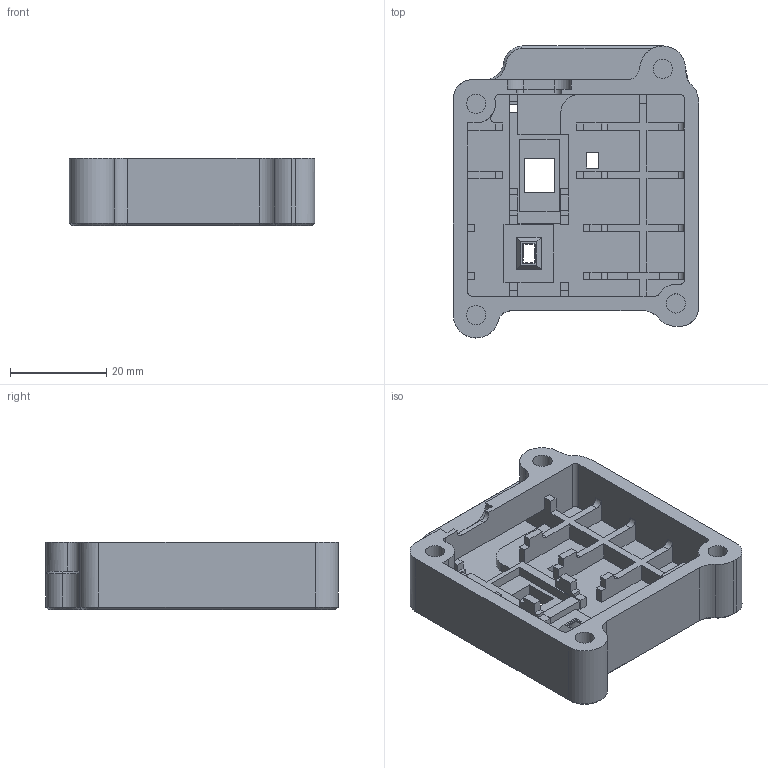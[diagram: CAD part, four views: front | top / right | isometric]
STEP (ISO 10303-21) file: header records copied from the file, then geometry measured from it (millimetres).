
FILE_DESCRIPTION(/* description */ (''),/* implementation_level */ '2;1');
FILE_NAME(/* name */ 'Case - Base.step',/* time_stamp */ '2025-08-21T14:07:47-07:00',/* author */ (''),/* organization */ (''),/* preprocessor_version */ 'ST-DEVELOPER v20.1',/* originating_system */ 'Autodesk Translation Framework v14.10.0.0',/* authorisation */ '');
FILE_SCHEMA (('AUTOMOTIVE_DESIGN { 1 0 10303 214 3 1 1 }'));
Length unit declared in the file: inch
Products named in the file (1): Case - Base
Bounding box: 51 x 60.67 x 13.97 mm (x, y, z)
Volume: 16449.1 mm3; surface area: 12779.7 mm2
Topology: 1 solids, 1 shells, 259 faces, 734 edges, 483 vertices
Faces by surface type: plane 195, cylinder 41, bspline 13, cone 10
Full cylindrical faces by diameter (mm): 4 x4
Entity records: 9009 total; most frequent: CARTESIAN_POINT 2263, ORIENTED_EDGE 1468, DIRECTION 1288, EDGE_CURVE 734, LINE 594, VECTOR 594, VERTEX_POINT 483, AXIS2_PLACEMENT_3D 347
